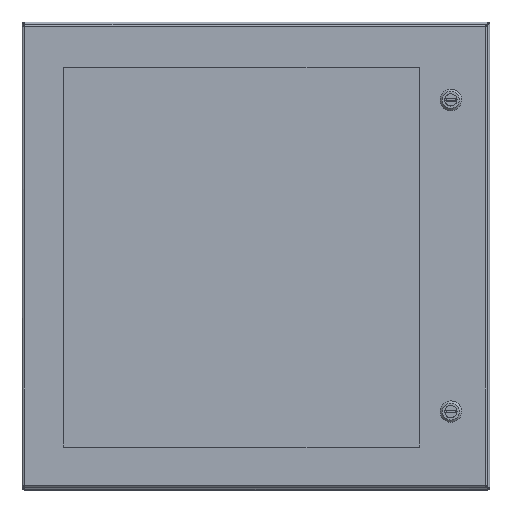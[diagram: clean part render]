
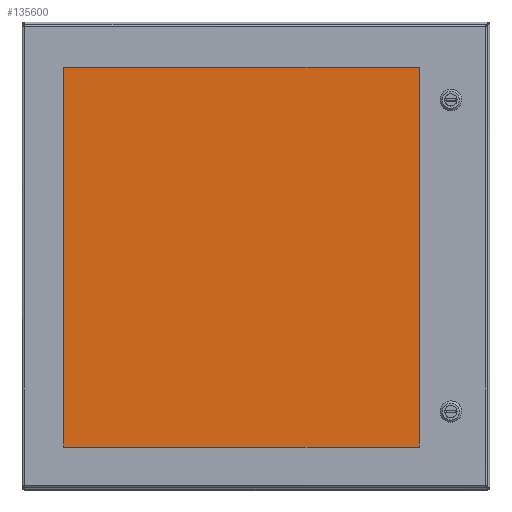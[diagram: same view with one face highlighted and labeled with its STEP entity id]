
A CAD part, top view. The second image highlights one B-rep face of the part: STEP entity #135600.
In plain terms, the highlighted planar face has unit normal (0, 0, 1).
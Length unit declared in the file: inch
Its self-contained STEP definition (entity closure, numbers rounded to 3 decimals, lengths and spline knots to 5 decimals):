
#6274 = VERTEX_POINT ( 'NONE', #39386 ) ;
#8861 = AXIS2_PLACEMENT_3D ( 'NONE', #70423, #17273, #59194 ) ;
#10796 = CARTESIAN_POINT ( 'NONE',  ( 20.875, 22.1875, 10.8435 ) ) ;
#13088 = CARTESIAN_POINT ( 'NONE',  ( 20.875, 1.6875, 10.8435 ) ) ;
#13112 = VECTOR ( 'NONE', #13637, 39.37008 ) ;
#13637 = DIRECTION ( 'NONE',  ( 0., 1., 0. ) ) ;
#17273 = DIRECTION ( 'NONE',  ( 0., 0., 1. ) ) ;
#28614 = DIRECTION ( 'NONE',  ( 1., 0., 0. ) ) ;
#29866 = EDGE_CURVE ( 'NONE', #6274, #59191, #41639, .T. ) ;
#36511 = PLANE ( 'NONE',  #8861 ) ;
#38115 = DIRECTION ( 'NONE',  ( 0., -1., 0. ) ) ;
#38227 = ORIENTED_EDGE ( 'NONE', *, *, #139187, .F. ) ;
#39386 = CARTESIAN_POINT ( 'NONE',  ( 1.625, 1.6875, 10.8435 ) ) ;
#41639 = LINE ( 'NONE', #122222, #13112 ) ;
#42596 = VERTEX_POINT ( 'NONE', #13088 ) ;
#44675 = LINE ( 'NONE', #59724, #123759 ) ;
#48540 = EDGE_CURVE ( 'NONE', #127418, #42596, #116285, .T. ) ;
#48740 = ORIENTED_EDGE ( 'NONE', *, *, #48540, .F. ) ;
#59191 = VERTEX_POINT ( 'NONE', #94267 ) ;
#59194 = DIRECTION ( 'NONE',  ( 1., 0., 0. ) ) ;
#59724 = CARTESIAN_POINT ( 'NONE',  ( 1.625, 22.1875, 10.8435 ) ) ;
#70423 = CARTESIAN_POINT ( 'NONE',  ( 11.25, 11.9375, 10.8435 ) ) ;
#77456 = ORIENTED_EDGE ( 'NONE', *, *, #130379, .F. ) ;
#80639 = EDGE_LOOP ( 'NONE', ( #48740, #77456, #105974, #38227 ) ) ;
#88174 = FACE_OUTER_BOUND ( 'NONE', #80639, .T. ) ;
#90919 = CARTESIAN_POINT ( 'NONE',  ( 20.875, 22.1875, 10.8435 ) ) ;
#94267 = CARTESIAN_POINT ( 'NONE',  ( 1.625, 22.1875, 10.8435 ) ) ;
#105974 = ORIENTED_EDGE ( 'NONE', *, *, #29866, .F. ) ;
#113267 = DIRECTION ( 'NONE',  ( -1., 0., 0. ) ) ;
#116285 = LINE ( 'NONE', #90919, #138181 ) ;
#122222 = CARTESIAN_POINT ( 'NONE',  ( 1.625, 1.6875, 10.8435 ) ) ;
#123759 = VECTOR ( 'NONE', #28614, 39.37008 ) ;
#125956 = CARTESIAN_POINT ( 'NONE',  ( 20.875, 1.6875, 10.8435 ) ) ;
#127418 = VERTEX_POINT ( 'NONE', #10796 ) ;
#130379 = EDGE_CURVE ( 'NONE', #59191, #127418, #44675, .T. ) ;
#132237 = LINE ( 'NONE', #125956, #138959 ) ;
#135600 = ADVANCED_FACE ( 'NONE', ( #88174 ), #36511, .T. ) ;
#138181 = VECTOR ( 'NONE', #38115, 39.37008 ) ;
#138959 = VECTOR ( 'NONE', #113267, 39.37008 ) ;
#139187 = EDGE_CURVE ( 'NONE', #42596, #6274, #132237, .T. ) ;
